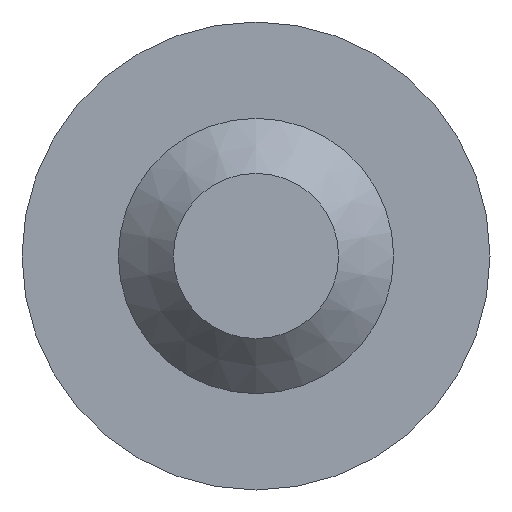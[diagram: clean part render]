
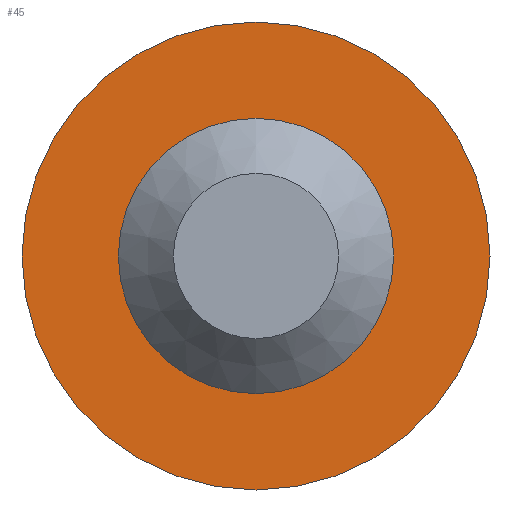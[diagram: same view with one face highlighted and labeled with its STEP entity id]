
A CAD part, front view. The second image highlights one B-rep face of the part: STEP entity #45.
In plain terms, the highlighted planar face has unit normal (0, -1, 0).
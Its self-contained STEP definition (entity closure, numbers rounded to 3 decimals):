
#45 = ADVANCED_FACE( '', ( #90, #91 ), #92, .F. );
#90 = FACE_BOUND( '', #131, .T. );
#91 = FACE_OUTER_BOUND( '', #132, .T. );
#92 = PLANE( '', #133 );
#131 = EDGE_LOOP( '', ( #178 ) );
#132 = EDGE_LOOP( '', ( #179 ) );
#133 = AXIS2_PLACEMENT_3D( '', #180, #181, #182 );
#178 = ORIENTED_EDGE( '', *, *, #200, .F. );
#179 = ORIENTED_EDGE( '', *, *, #205, .T. );
#180 = CARTESIAN_POINT( '', ( 0., 0., -4.25 ) );
#181 = DIRECTION( '', ( 0., 1., 0. ) );
#182 = DIRECTION( '', ( 0., 0., 1. ) );
#200 = EDGE_CURVE( '', #220, #220, #221, .T. );
#205 = EDGE_CURVE( '', #228, #228, #229, .T. );
#220 = VERTEX_POINT( '', #245 );
#221 = CIRCLE( '', #246, 2.35 );
#228 = VERTEX_POINT( '', #253 );
#229 = CIRCLE( '', #254, 4.25 );
#245 = CARTESIAN_POINT( '', ( 0., 0., -2.35 ) );
#246 = AXIS2_PLACEMENT_3D( '', #271, #272, #273 );
#253 = CARTESIAN_POINT( '', ( 0., 0., -4.25 ) );
#254 = AXIS2_PLACEMENT_3D( '', #280, #281, #282 );
#271 = CARTESIAN_POINT( '', ( 0., 0., 0. ) );
#272 = DIRECTION( '', ( 0., -1., 0. ) );
#273 = DIRECTION( '', ( 0., 0., -1. ) );
#280 = CARTESIAN_POINT( '', ( 0., 0., 0. ) );
#281 = DIRECTION( '', ( 0., -1., 0. ) );
#282 = DIRECTION( '', ( 0., 0., -1. ) );
